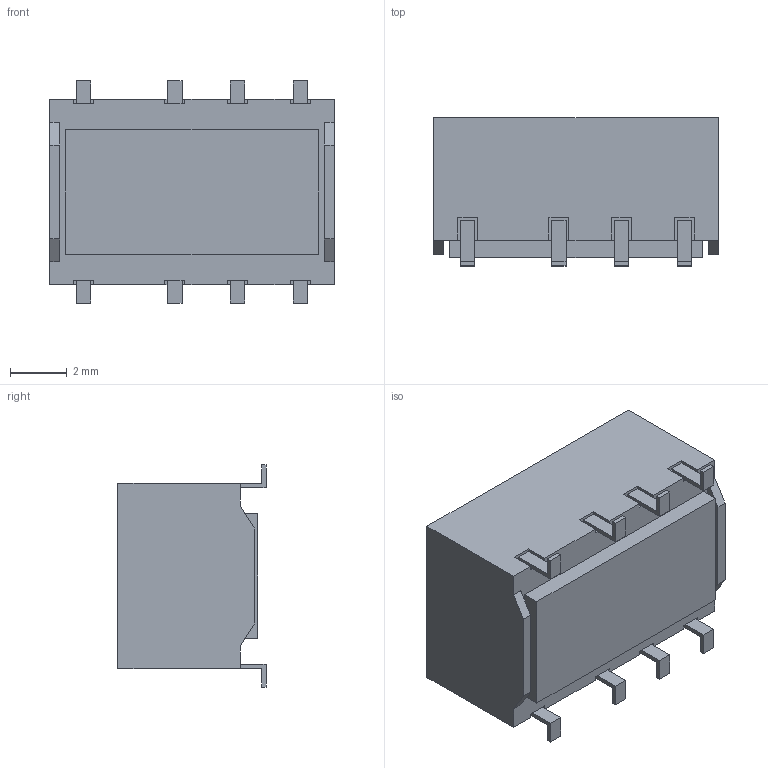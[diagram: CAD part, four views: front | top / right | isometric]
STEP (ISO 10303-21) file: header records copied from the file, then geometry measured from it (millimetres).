
FILE_DESCRIPTION (( 'STEP AP203' ), '1' );
FILE_NAME ('G6K_2F_Y.step', '2014-06-25T06:27:21', ( 'OSMC1.0 ' ), ( ' ' ), 'SwSTEP 2.0', 'SolidWorks 2002025', '' );
FILE_SCHEMA (( 'CONFIG_CONTROL_DESIGN' ));
Length unit declared in the file: millimetre
Products named in the file (1): G6K_2F_Y
Bounding box: 10 x 5.2 x 7.8 mm (x, y, z)
Volume: 304.3 mm3; surface area: 318.4 mm2
Topology: 1 solids, 1 shells, 128 faces, 356 edges, 231 vertices
Faces by surface type: plane 121, cylinder 5, torus 2
Entity records: 4069 total; most frequent: CARTESIAN_POINT 714, ORIENTED_EDGE 708, DIRECTION 626, EDGE_CURVE 354, LINE 340, VECTOR 340, VERTEX_POINT 231, AXIS2_PLACEMENT_3D 143
